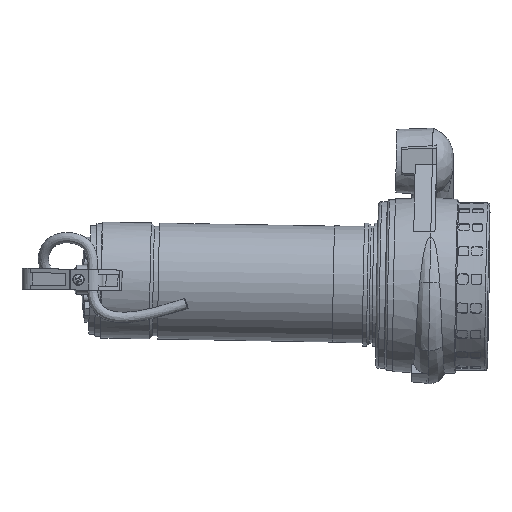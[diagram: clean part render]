
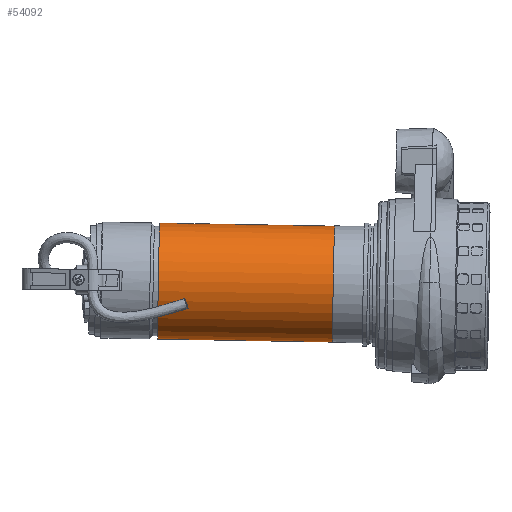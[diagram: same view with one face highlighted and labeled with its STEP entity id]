
A CAD part, left-side view. The second image highlights one B-rep face of the part: STEP entity #54092.
In plain terms, the highlighted cylindrical face has radius 56 mm (diameter 112 mm), a partial arc.
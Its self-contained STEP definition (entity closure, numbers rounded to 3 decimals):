
#808 = CARTESIAN_POINT ( 'NONE',  ( -56., 0., 143.501 ) ) ;
#1092 = CARTESIAN_POINT ( 'NONE',  ( 0., 0., 312.501 ) ) ;
#2817 = EDGE_CURVE ( 'NONE', #7197, #31982, #8870, .T. ) ;
#4800 = ORIENTED_EDGE ( 'NONE', *, *, #2817, .T. ) ;
#5421 = CARTESIAN_POINT ( 'NONE',  ( 0., 0., 312.501 ) ) ;
#7197 = VERTEX_POINT ( 'NONE', #36428 ) ;
#8870 = CIRCLE ( 'NONE', #16973, 56. ) ;
#10254 = DIRECTION ( 'NONE',  ( -1., 0., 0. ) ) ;
#10770 = ORIENTED_EDGE ( 'NONE', *, *, #18450, .T. ) ;
#11941 = CIRCLE ( 'NONE', #23625, 56. ) ;
#15380 = LINE ( 'NONE', #52824, #28928 ) ;
#15400 = VECTOR ( 'NONE', #54720, 1000. ) ;
#16973 = AXIS2_PLACEMENT_3D ( 'NONE', #5421, #25693, #35231 ) ;
#17126 = ORIENTED_EDGE ( 'NONE', *, *, #35150, .T. ) ;
#18450 = EDGE_CURVE ( 'NONE', #31982, #53591, #20945, .T. ) ;
#19256 = EDGE_CURVE ( 'NONE', #7197, #40395, #15380, .T. ) ;
#20123 = CARTESIAN_POINT ( 'NONE',  ( -56., 0., 312.501 ) ) ;
#20945 = LINE ( 'NONE', #20123, #15400 ) ;
#21220 = AXIS2_PLACEMENT_3D ( 'NONE', #1092, #34880, #39086 ) ;
#21944 = CYLINDRICAL_SURFACE ( 'NONE', #21220, 56. ) ;
#23625 = AXIS2_PLACEMENT_3D ( 'NONE', #40059, #31615, #10254 ) ;
#24721 = CARTESIAN_POINT ( 'NONE',  ( 56., 0., 143.501 ) ) ;
#25693 = DIRECTION ( 'NONE',  ( 0., 0., -1. ) ) ;
#26719 = FACE_OUTER_BOUND ( 'NONE', #39014, .T. ) ;
#28651 = ORIENTED_EDGE ( 'NONE', *, *, #19256, .F. ) ;
#28928 = VECTOR ( 'NONE', #44356, 1000. ) ;
#31615 = DIRECTION ( 'NONE',  ( 0., 0., 1. ) ) ;
#31982 = VERTEX_POINT ( 'NONE', #39037 ) ;
#34880 = DIRECTION ( 'NONE',  ( 0., 0., -1. ) ) ;
#35150 = EDGE_CURVE ( 'NONE', #53591, #40395, #11941, .T. ) ;
#35231 = DIRECTION ( 'NONE',  ( -1., 0., 0. ) ) ;
#36428 = CARTESIAN_POINT ( 'NONE',  ( 56., 0., 312.501 ) ) ;
#39014 = EDGE_LOOP ( 'NONE', ( #28651, #4800, #10770, #17126 ) ) ;
#39037 = CARTESIAN_POINT ( 'NONE',  ( -56., 0., 312.501 ) ) ;
#39086 = DIRECTION ( 'NONE',  ( -1., 0., 0. ) ) ;
#40059 = CARTESIAN_POINT ( 'NONE',  ( 0., 0., 143.501 ) ) ;
#40395 = VERTEX_POINT ( 'NONE', #24721 ) ;
#44356 = DIRECTION ( 'NONE',  ( 0., 0., -1. ) ) ;
#52824 = CARTESIAN_POINT ( 'NONE',  ( 56., 0., 312.501 ) ) ;
#53591 = VERTEX_POINT ( 'NONE', #808 ) ;
#54092 = ADVANCED_FACE ( 'NONE', ( #26719 ), #21944, .T. ) ;
#54720 = DIRECTION ( 'NONE',  ( 0., 0., -1. ) ) ;
